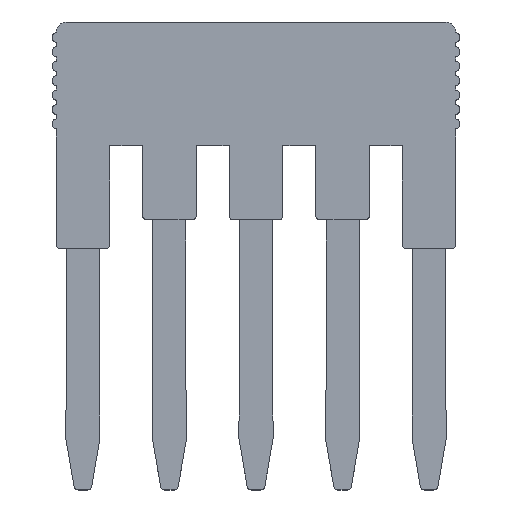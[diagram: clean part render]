
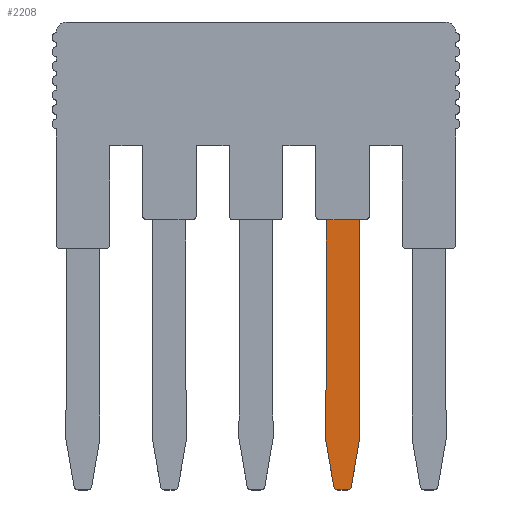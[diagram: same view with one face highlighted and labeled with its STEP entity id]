
A CAD part, top view. The second image highlights one B-rep face of the part: STEP entity #2208.
In plain terms, the highlighted planar face has unit normal (0, 0, 1).
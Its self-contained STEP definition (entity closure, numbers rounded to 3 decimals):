
#229=DIRECTION('',(1.,0.,0.));
#230=VECTOR('',#229,1.6);
#231=CARTESIAN_POINT('',(9.7,1.75,1.05));
#232=LINE('',#231,#230);
#233=DIRECTION('',(0.,1.,0.));
#234=VECTOR('',#233,8.);
#235=CARTESIAN_POINT('',(11.3,-6.25,1.05));
#236=LINE('',#235,#234);
#237=DIRECTION('',(-0.014,1.,0.));
#238=VECTOR('',#237,2.101);
#239=CARTESIAN_POINT('',(11.33,-8.35,1.05));
#240=LINE('',#239,#238);
#241=DIRECTION('',(0.,1.,0.));
#242=VECTOR('',#241,0.5);
#243=CARTESIAN_POINT('',(11.33,-8.85,1.05));
#244=LINE('',#243,#242);
#245=DIRECTION('',(0.17,0.985,0.));
#246=VECTOR('',#245,2.354);
#247=CARTESIAN_POINT('',(10.929,-11.17,1.05));
#248=LINE('',#247,#246);
#249=CARTESIAN_POINT('',(10.73,-11.15,1.05));
#250=DIRECTION('',(0.,0.,1.));
#251=DIRECTION('',(0.,-1.,0.));
#252=AXIS2_PLACEMENT_3D('',#249,#250,#251);
#254=DIRECTION('',(1.,0.,0.));
#255=VECTOR('',#254,0.46);
#256=CARTESIAN_POINT('',(10.27,-11.35,1.05));
#257=LINE('',#256,#255);
#258=CARTESIAN_POINT('',(10.27,-11.15,1.05));
#259=DIRECTION('',(0.,0.,1.));
#260=DIRECTION('',(-0.995,-0.097,0.));
#261=AXIS2_PLACEMENT_3D('',#258,#259,#260);
#263=DIRECTION('',(0.17,-0.985,0.));
#264=VECTOR('',#263,2.354);
#265=CARTESIAN_POINT('',(9.67,-8.85,1.05));
#266=LINE('',#265,#264);
#267=DIRECTION('',(0.,-1.,0.));
#268=VECTOR('',#267,0.5);
#269=CARTESIAN_POINT('',(9.67,-8.35,1.05));
#270=LINE('',#269,#268);
#271=DIRECTION('',(-0.014,-1.,0.));
#272=VECTOR('',#271,2.101);
#273=CARTESIAN_POINT('',(9.7,-6.25,1.05));
#274=LINE('',#273,#272);
#275=DIRECTION('',(0.,-1.,0.));
#276=VECTOR('',#275,8.);
#277=CARTESIAN_POINT('',(9.7,1.75,1.05));
#278=LINE('',#277,#276);
#1935=CARTESIAN_POINT('',(9.7,-6.25,1.05));
#1936=CARTESIAN_POINT('',(9.67,-8.35,1.05));
#1937=VERTEX_POINT('',#1935);
#1938=VERTEX_POINT('',#1936);
#1939=CARTESIAN_POINT('',(9.67,-8.85,1.05));
#1940=VERTEX_POINT('',#1939);
#1941=CARTESIAN_POINT('',(10.071,-11.17,1.05));
#1942=VERTEX_POINT('',#1941);
#1943=CARTESIAN_POINT('',(10.27,-11.35,1.05));
#1944=VERTEX_POINT('',#1943);
#1945=CARTESIAN_POINT('',(10.73,-11.35,1.05));
#1946=VERTEX_POINT('',#1945);
#1947=CARTESIAN_POINT('',(10.929,-11.17,1.05));
#1948=VERTEX_POINT('',#1947);
#1949=CARTESIAN_POINT('',(11.33,-8.85,1.05));
#1950=VERTEX_POINT('',#1949);
#1951=CARTESIAN_POINT('',(11.33,-8.35,1.05));
#1952=VERTEX_POINT('',#1951);
#1953=CARTESIAN_POINT('',(11.3,-6.25,1.05));
#1954=VERTEX_POINT('',#1953);
#1983=CARTESIAN_POINT('',(9.7,1.75,1.05));
#1984=CARTESIAN_POINT('',(11.3,1.75,1.05));
#1985=VERTEX_POINT('',#1983);
#1986=VERTEX_POINT('',#1984);
#2178=CARTESIAN_POINT('',(8.4,0.,1.05));
#2179=DIRECTION('',(0.,0.,1.));
#2180=DIRECTION('',(1.,0.,0.));
#2181=AXIS2_PLACEMENT_3D('',#2178,#2179,#2180);
#2182=PLANE('',#2181);
#2183=ORIENTED_EDGE('',*,*,#2167,.T.);
#2185=ORIENTED_EDGE('',*,*,#2184,.F.);
#2187=ORIENTED_EDGE('',*,*,#2186,.F.);
#2189=ORIENTED_EDGE('',*,*,#2188,.F.);
#2191=ORIENTED_EDGE('',*,*,#2190,.F.);
#2193=ORIENTED_EDGE('',*,*,#2192,.F.);
#2195=ORIENTED_EDGE('',*,*,#2194,.F.);
#2197=ORIENTED_EDGE('',*,*,#2196,.F.);
#2199=ORIENTED_EDGE('',*,*,#2198,.F.);
#2201=ORIENTED_EDGE('',*,*,#2200,.F.);
#2203=ORIENTED_EDGE('',*,*,#2202,.F.);
#2205=ORIENTED_EDGE('',*,*,#2204,.F.);
#2206=EDGE_LOOP('',(#2183,#2185,#2187,#2189,#2191,#2193,#2195,#2197,#2199,#2201,
#2203,#2205));
#2207=FACE_OUTER_BOUND('',#2206,.F.);
#2208=ADVANCED_FACE('',(#2207),#2182,.T.);
#253=CIRCLE('',#252,0.2);
#262=CIRCLE('',#261,0.2);
#2167=EDGE_CURVE('',#1985,#1986,#232,.T.);
#2184=EDGE_CURVE('',#1954,#1986,#236,.T.);
#2186=EDGE_CURVE('',#1952,#1954,#240,.T.);
#2188=EDGE_CURVE('',#1950,#1952,#244,.T.);
#2190=EDGE_CURVE('',#1948,#1950,#248,.T.);
#2192=EDGE_CURVE('',#1946,#1948,#253,.T.);
#2194=EDGE_CURVE('',#1944,#1946,#257,.T.);
#2196=EDGE_CURVE('',#1942,#1944,#262,.T.);
#2198=EDGE_CURVE('',#1940,#1942,#266,.T.);
#2200=EDGE_CURVE('',#1938,#1940,#270,.T.);
#2202=EDGE_CURVE('',#1937,#1938,#274,.T.);
#2204=EDGE_CURVE('',#1985,#1937,#278,.T.);
